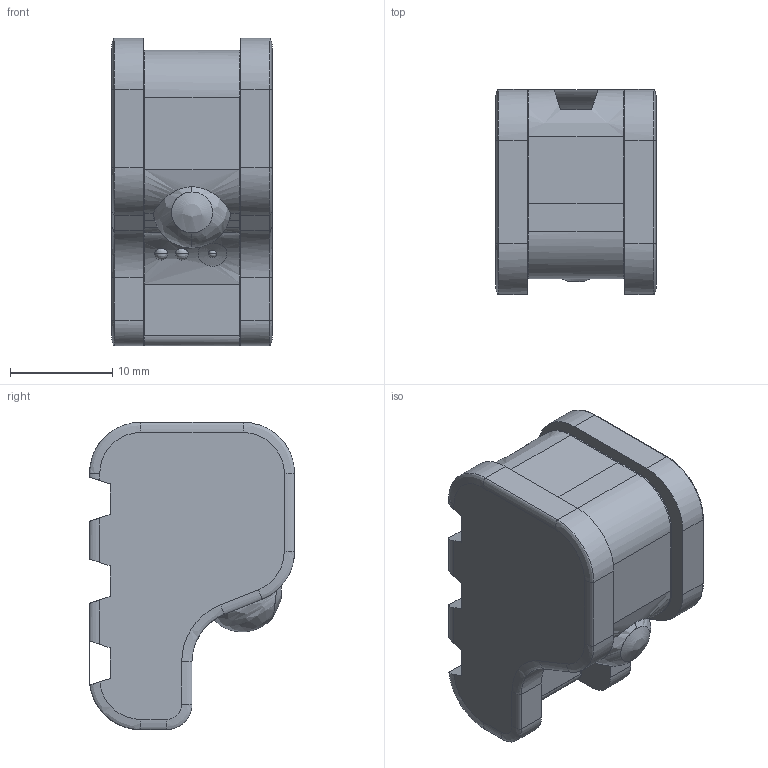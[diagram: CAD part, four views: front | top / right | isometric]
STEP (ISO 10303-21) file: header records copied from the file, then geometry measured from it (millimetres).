
FILE_DESCRIPTION(/* description */ (''),/* implementation_level */ '2;1');
FILE_NAME(/* name */ 'Device',/* time_stamp */ '2020-08-02T14:26:34+06:00',/* author */ (''),/* organization */ (''),/* preprocessor_version */ 'ST-DEVELOPER v16.5',/* originating_system */ '',/* authorisation */ '');
FILE_SCHEMA (('AUTOMOTIVE_DESIGN'));
Length unit declared in the file: millimetre
Products named in the file (1): Document
Bounding box: 15.68 x 20 x 30 mm (x, y, z)
Volume: 2.5 mm3; surface area: 2910.3 mm2
Topology: 3 solids, 14 shells, 152 faces, 463 edges, 359 vertices
Faces by surface type: bspline 76, plane 76
Entity records: 5566 total; most frequent: CARTESIAN_POINT 3069, ORIENTED_EDGE 723, EDGE_CURVE 396, B_SPLINE_CURVE_WITH_KNOTS 307, VERTEX_POINT 259, EDGE_LOOP 156, ADVANCED_FACE 152, FACE_OUTER_BOUND 152
